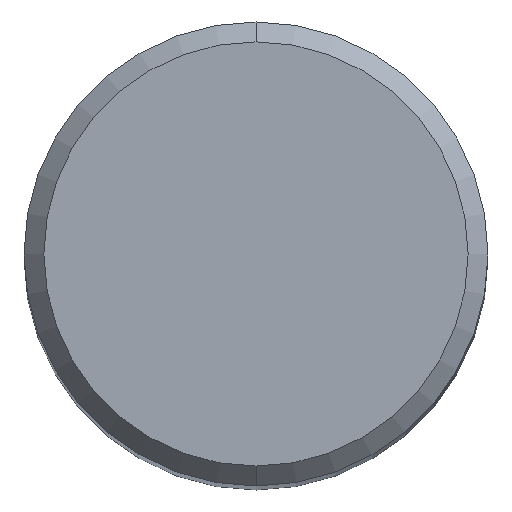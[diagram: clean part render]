
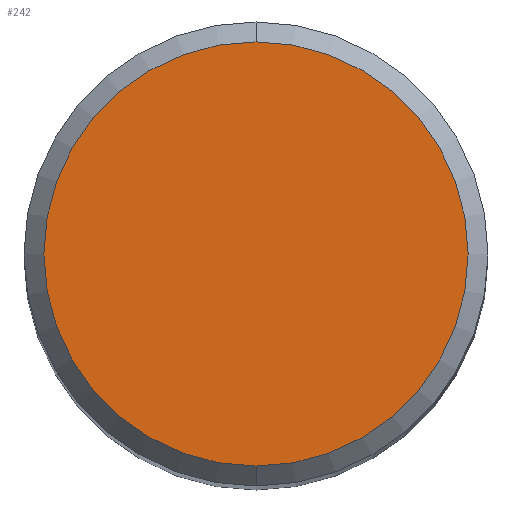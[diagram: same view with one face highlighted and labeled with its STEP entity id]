
A CAD part, top view. The second image highlights one B-rep face of the part: STEP entity #242.
In plain terms, the highlighted planar face has unit normal (0, 0, 1).
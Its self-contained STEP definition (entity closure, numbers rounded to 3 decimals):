
#242=ADVANCED_FACE('',(#553),#554,.T.);
#252=EDGE_CURVE('',#292,#276,#564,.T.);
#276=VERTEX_POINT('',#589);
#292=VERTEX_POINT('',#608);
#428=EDGE_CURVE('',#276,#292,#757,.T.);
#553=FACE_OUTER_BOUND('',#979,.T.);
#554=PLANE('',#980);
#564=CIRCLE('',#999,6.4);
#589=CARTESIAN_POINT('',(0.,-6.4,0.0));
#608=CARTESIAN_POINT('',(0.0,6.4,0.0));
#757=CIRCLE('',#1400,6.4);
#979=EDGE_LOOP('',(#1596,#1597));
#980=AXIS2_PLACEMENT_3D('',#1598,#1599,#1600);
#999=AXIS2_PLACEMENT_3D('',#1605,#1606,#1607);
#1400=AXIS2_PLACEMENT_3D('',#1808,#1809,#1810);
#1596=ORIENTED_EDGE('',*,*,#252,.F.);
#1597=ORIENTED_EDGE('',*,*,#428,.F.);
#1598=CARTESIAN_POINT('',(0.0,3.2,0.0));
#1599=DIRECTION('',(-0.0,0.0,1.0));
#1600=DIRECTION('',(0.0,-1.0,0.0));
#1605=CARTESIAN_POINT('',(0.0,0.0,0.0));
#1606=DIRECTION('',(0.0,0.0,-1.0));
#1607=DIRECTION('',(0.0,1.0,0.0));
#1808=CARTESIAN_POINT('',(0.0,0.0,0.0));
#1809=DIRECTION('',(0.0,0.0,-1.0));
#1810=DIRECTION('',(0.0,1.0,0.0));
